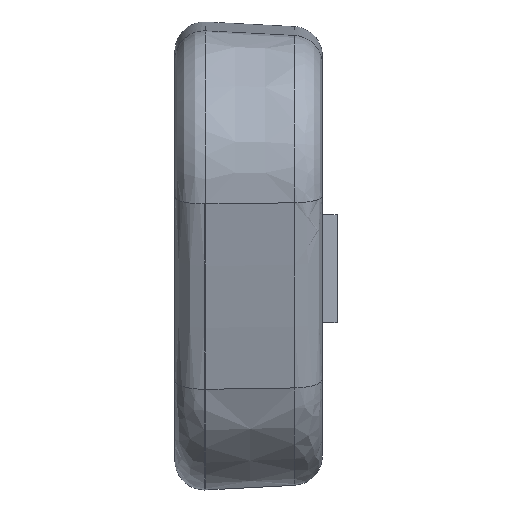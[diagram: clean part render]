
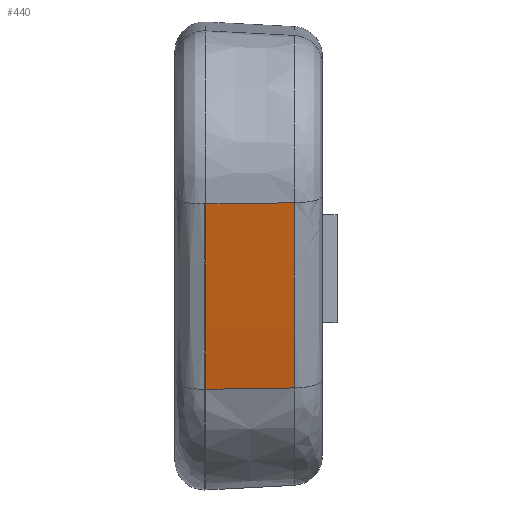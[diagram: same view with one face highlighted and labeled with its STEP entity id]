
A CAD part, front view. The second image highlights one B-rep face of the part: STEP entity #440.
In plain terms, the highlighted conical face has half-angle 3 degrees and reference radius 99.844 mm.
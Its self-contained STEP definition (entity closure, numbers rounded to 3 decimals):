
#7 = CARTESIAN_POINT ( 'NONE',  ( -41.748, 15.93, 63.023 ) ) ;
#26 = AXIS2_PLACEMENT_3D ( 'NONE', #7, #713, #1783 ) ;
#38 = VERTEX_POINT ( 'NONE', #248 ) ;
#211 = CIRCLE ( 'NONE', #26, 99.844 ) ;
#212 = VECTOR ( 'NONE', #1687, 1000. ) ;
#248 = CARTESIAN_POINT ( 'NONE',  ( -41.748, -79.69, 34.288 ) ) ;
#364 = DIRECTION ( 'NONE',  ( -1., 0., 0. ) ) ;
#378 = LINE ( 'NONE', #1117, #1096 ) ;
#440 = ADVANCED_FACE ( 'NONE', ( #478 ), #587, .T. ) ;
#466 = CARTESIAN_POINT ( 'NONE',  ( -41.748, 15.93, 63.023 ) ) ;
#478 = FACE_OUTER_BOUND ( 'NONE', #1058, .T. ) ;
#542 = DIRECTION ( 'NONE',  ( -0.999, -0.051, -0.012 ) ) ;
#554 = EDGE_CURVE ( 'NONE', #38, #1088, #211, .T. ) ;
#587 = CONICAL_SURFACE ( 'NONE', #1398, 99.844, 0.052 ) ;
#601 = DIRECTION ( 'NONE',  ( 0., -1., 0. ) ) ;
#611 = ORIENTED_EDGE ( 'NONE', *, *, #1079, .T. ) ;
#713 = DIRECTION ( 'NONE',  ( -1., 0., 0. ) ) ;
#851 = DIRECTION ( 'NONE',  ( 0., 0.995, 0.096 ) ) ;
#967 = DIRECTION ( 'NONE',  ( -1., 0., 0. ) ) ;
#1044 = ORIENTED_EDGE ( 'NONE', *, *, #1233, .F. ) ;
#1058 = EDGE_LOOP ( 'NONE', ( #1044, #1507, #611, #2034 ) ) ;
#1079 = EDGE_CURVE ( 'NONE', #2046, #1088, #378, .T. ) ;
#1088 = VERTEX_POINT ( 'NONE', #1781 ) ;
#1096 = VECTOR ( 'NONE', #542, 1000. ) ;
#1117 = CARTESIAN_POINT ( 'NONE',  ( -42.808, -81.412, 40.561 ) ) ;
#1130 = CARTESIAN_POINT ( 'NONE',  ( -499000., -25122.574, -7491.635 ) ) ;
#1233 = EDGE_CURVE ( 'NONE', #1691, #38, #2205, .T. ) ;
#1370 = AXIS2_PLACEMENT_3D ( 'NONE', #1378, #364, #851 ) ;
#1378 = CARTESIAN_POINT ( 'NONE',  ( -38.748, 15.93, 63.023 ) ) ;
#1398 = AXIS2_PLACEMENT_3D ( 'NONE', #466, #967, #601 ) ;
#1507 = ORIENTED_EDGE ( 'NONE', *, *, #2264, .T. ) ;
#1636 = CARTESIAN_POINT ( 'NONE',  ( -38.748, -79.539, 34.333 ) ) ;
#1687 = DIRECTION ( 'NONE',  ( -0.999, -0.05, -0.015 ) ) ;
#1691 = VERTEX_POINT ( 'NONE', #1636 ) ;
#1781 = CARTESIAN_POINT ( 'NONE',  ( -41.748, -81.358, 40.574 ) ) ;
#1783 = DIRECTION ( 'NONE',  ( 0., 0.995, 0.096 ) ) ;
#1972 = CARTESIAN_POINT ( 'NONE',  ( -38.748, -81.205, 40.609 ) ) ;
#2034 = ORIENTED_EDGE ( 'NONE', *, *, #554, .F. ) ;
#2046 = VERTEX_POINT ( 'NONE', #1972 ) ;
#2081 = CIRCLE ( 'NONE', #1370, 99.687 ) ;
#2205 = LINE ( 'NONE', #1130, #212 ) ;
#2264 = EDGE_CURVE ( 'NONE', #1691, #2046, #2081, .T. ) ;
